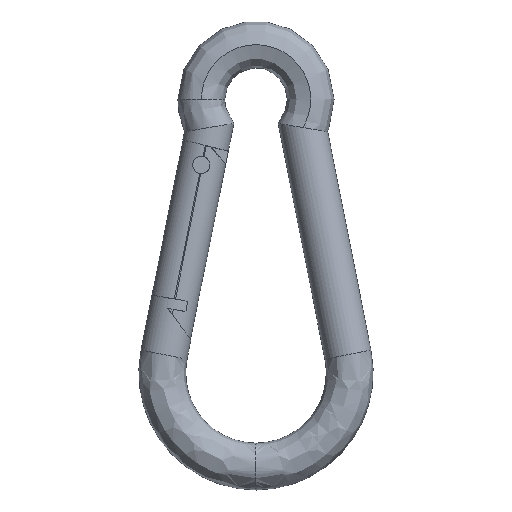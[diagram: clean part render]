
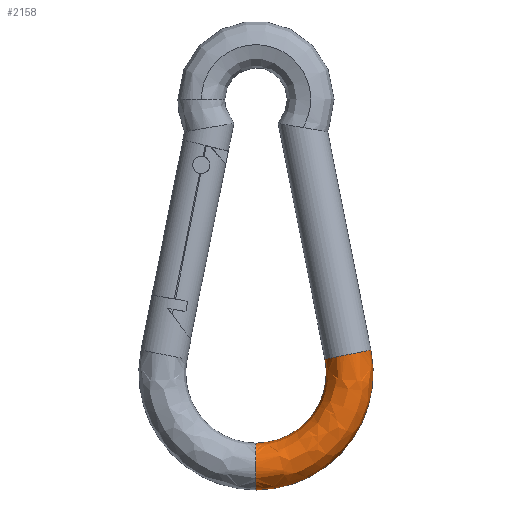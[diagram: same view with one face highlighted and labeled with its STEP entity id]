
A CAD part, left-side view. The second image highlights one B-rep face of the part: STEP entity #2158.
In plain terms, the highlighted free-form (B-spline) face has degree [3, 3] with [4, 4] control points.
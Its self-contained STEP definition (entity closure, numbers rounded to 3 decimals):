
#79 = AXIS2_PLACEMENT_3D ( 'NONE', #2340, #1160, #1875 ) ;
#119 = AXIS2_PLACEMENT_3D ( 'NONE', #1722, #2429, #3150 ) ;
#192 = ORIENTED_EDGE ( 'NONE', *, *, #1610, .T. ) ;
#219 = CARTESIAN_POINT ( 'NONE',  ( 0., -7., -50. ) ) ;
#233 = ORIENTED_EDGE ( 'NONE', *, *, #1070, .F. ) ;
#324 = CARTESIAN_POINT ( 'NONE',  ( 0., -15.828, -33.247 ) ) ;
#401 = DIRECTION ( 'NONE',  ( 0., 0., -1. ) ) ;
#568 = CARTESIAN_POINT ( 'NONE',  ( 0., -21.713, -32.078 ) ) ;
#703 = CARTESIAN_POINT ( 'NONE',  ( -6., -17.022, -39.261 ) ) ;
#715 = CARTESIAN_POINT ( 'NONE',  ( -6., -15.828, -33.247 ) ) ;
#821 = DIRECTION ( 'NONE',  ( 0., -0.981, 0.195 ) ) ;
#916 = CIRCLE ( 'NONE', #79, 3. ) ;
#983 = CARTESIAN_POINT ( 'NONE',  ( -6., -13.131, -44. ) ) ;
#1070 = EDGE_CURVE ( 'NONE', #2207, #2708, #2128, .T. ) ;
#1072 = AXIS2_PLACEMENT_3D ( 'NONE', #1363, #1627, #401 ) ;
#1112 = FACE_OUTER_BOUND ( 'NONE', #1956, .T. ) ;
#1159 = ORIENTED_EDGE ( 'NONE', *, *, #1871, .T. ) ;
#1160 = DIRECTION ( 'NONE',  ( 0., -1., 0. ) ) ;
#1363 = CARTESIAN_POINT ( 'NONE',  ( 0., -7., -35. ) ) ;
#1443 = CARTESIAN_POINT ( 'NONE',  ( 0., -15.828, -33.247 ) ) ;
#1561 = EDGE_CURVE ( 'NONE', #2093, #2659, #1568, .T. ) ;
#1568 = CIRCLE ( 'NONE', #1072, 15. ) ;
#1610 = EDGE_CURVE ( 'NONE', #2207, #2093, #916, .T. ) ;
#1627 = DIRECTION ( 'NONE',  ( -1., 0., 0. ) ) ;
#1699 = CARTESIAN_POINT ( 'NONE',  ( -6., -7., -44. ) ) ;
#1710 = CARTESIAN_POINT ( 'NONE',  ( 0., -23.703, -42.102 ) ) ;
#1722 = CARTESIAN_POINT ( 'NONE',  ( 0., -7., -35. ) ) ;
#1871 = EDGE_CURVE ( 'NONE', #2659, #2708, #2169, .T. ) ;
#1875 = DIRECTION ( 'NONE',  ( 0., 0., -1. ) ) ;
#1922 = CARTESIAN_POINT ( 'NONE',  ( 0., -17.022, -39.261 ) ) ;
#1932 = CARTESIAN_POINT ( 'NONE',  ( -6., -17.219, -50. ) ) ;
#1956 = EDGE_LOOP ( 'NONE', ( #233, #192, #2592, #1159 ) ) ;
#1995 = CARTESIAN_POINT ( 'NONE',  ( 0., -18.77, -32.663 ) ) ;
#2093 = VERTEX_POINT ( 'NONE', #2580 ) ;
#2128 = CIRCLE ( 'NONE', #119, 9. ) ;
#2158 = ADVANCED_FACE ( 'NONE', ( #1112 ), #2987, .T. ) ;
#2169 = CIRCLE ( 'NONE', #2407, 3. ) ;
#2207 = VERTEX_POINT ( 'NONE', #2969 ) ;
#2263 = DIRECTION ( 'NONE',  ( 0., -0.195, -0.981 ) ) ;
#2340 = CARTESIAN_POINT ( 'NONE',  ( 0., -7., -47. ) ) ;
#2407 = AXIS2_PLACEMENT_3D ( 'NONE', #1995, #2263, #821 ) ;
#2429 = DIRECTION ( 'NONE',  ( -1., 0., 0. ) ) ;
#2580 = CARTESIAN_POINT ( 'NONE',  ( 0., -7., -50. ) ) ;
#2592 = ORIENTED_EDGE ( 'NONE', *, *, #1561, .T. ) ;
#2659 = VERTEX_POINT ( 'NONE', #568 ) ;
#2674 = CARTESIAN_POINT ( 'NONE',  ( 0., -13.131, -44. ) ) ;
#2685 = CARTESIAN_POINT ( 'NONE',  ( -6., -23.703, -42.102 ) ) ;
#2708 = VERTEX_POINT ( 'NONE', #324 ) ;
#2894 = CARTESIAN_POINT ( 'NONE',  ( -6., -21.713, -32.078 ) ) ;
#2908 = CARTESIAN_POINT ( 'NONE',  ( 0., -17.219, -50. ) ) ;
#2918 = CARTESIAN_POINT ( 'NONE',  ( -6., -7., -50. ) ) ;
#2969 = CARTESIAN_POINT ( 'NONE',  ( 0., -7., -44. ) ) ;
#2987 =( BOUNDED_SURFACE ( )  B_SPLINE_SURFACE ( 3, 3, ( 
 ( #3139, #2674, #1922, #1443 ),
 ( #1699, #983, #703, #715 ),
 ( #2918, #1932, #2685, #2894 ),
 ( #219, #2908, #1710, #3128 ) ),
 .UNSPECIFIED., .F., .F., .F. ) 
 B_SPLINE_SURFACE_WITH_KNOTS ( ( 4, 4 ),
 ( 4, 4 ),
 ( 0., 1. ),
 ( 0., 1. ),
 .UNSPECIFIED. ) 
 GEOMETRIC_REPRESENTATION_ITEM ( )  RATIONAL_B_SPLINE_SURFACE ( (
 ( 1., 0.756, 0.756, 1.),
 ( 0.333, 0.252, 0.252, 0.333),
 ( 0.333, 0.252, 0.252, 0.333),
 ( 1., 0.756, 0.756, 1.) ) ) 
 REPRESENTATION_ITEM ( '' )  SURFACE ( )  );
#3128 = CARTESIAN_POINT ( 'NONE',  ( 0., -21.713, -32.078 ) ) ;
#3139 = CARTESIAN_POINT ( 'NONE',  ( 0., -7., -44. ) ) ;
#3150 = DIRECTION ( 'NONE',  ( 0., 0., -1. ) ) ;
